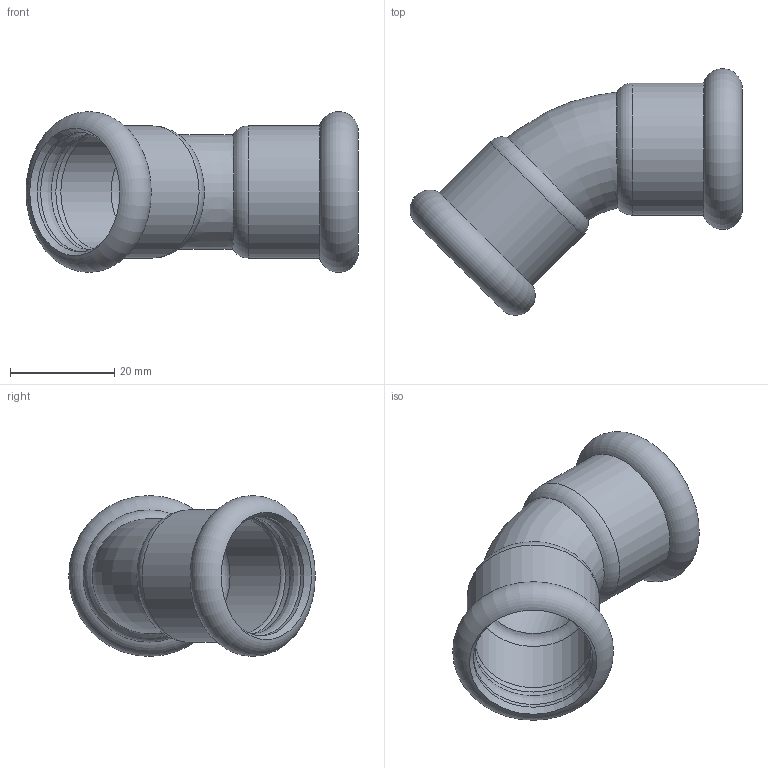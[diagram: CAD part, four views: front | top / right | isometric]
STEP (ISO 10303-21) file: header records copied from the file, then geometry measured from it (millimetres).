
FILE_DESCRIPTION(/* description */ (''),/* implementation_level */ '2;1');
FILE_NAME(/* name */ '381022450_Steelpres.stp',/* time_stamp */ '2022-10-21T13:58:22+02:00',/* author */ ('Vault'),/* organization */ ('Raccorderie metalliche s.p.a.'),/* preprocessor_version */ 'ST-DEVELOPER v18.1',/* originating_system */ 'Autodesk Inventor 2020',/* authorisation */ 'Raccorderie metalliche s.p.a.');
FILE_SCHEMA (('AUTOMOTIVE_DESIGN { 1 0 10303 214 3 1 1 }'));
Length unit declared in the file: millimetre
Products named in the file (1): 381022450_Steelpres
Bounding box: 63.59 x 47.22 x 30.79 mm (x, y, z)
Volume: 9179.4 mm3; surface area: 9923.6 mm2
Topology: 1 solids, 1 shells, 22 faces, 82 edges, 60 vertices
Faces by surface type: torus 12, cylinder 8, cone 2
Full cylindrical faces by diameter (mm): 22.3 x2, 22.9 x4, 25.3 x2
Entity records: 1119 total; most frequent: CARTESIAN_POINT 329, DIRECTION 176, ORIENTED_EDGE 164, AXIS2_PLACEMENT_3D 83, EDGE_CURVE 82, CIRCLE 60, VERTEX_POINT 60, FACE_OUTER_BOUND 22
